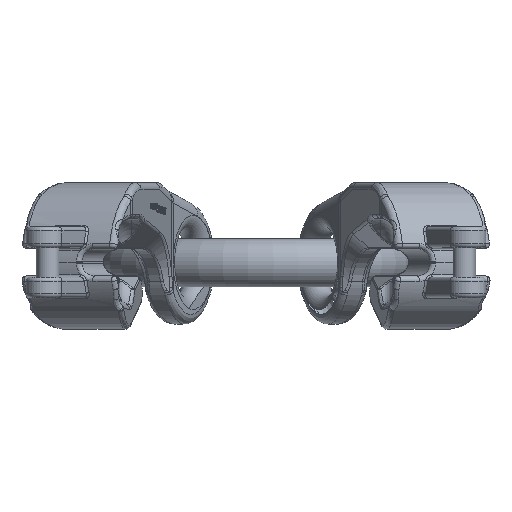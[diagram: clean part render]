
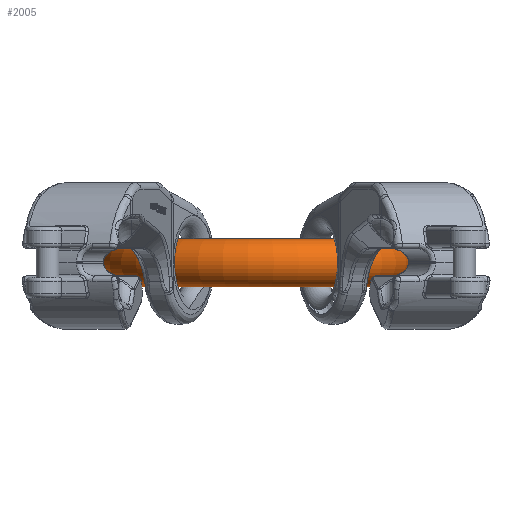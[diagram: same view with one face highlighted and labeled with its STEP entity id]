
A CAD part, front view. The second image highlights one B-rep face of the part: STEP entity #2005.
In plain terms, the highlighted toroidal (fillet/blend) face has major radius 64 mm and minor radius 11.5 mm.
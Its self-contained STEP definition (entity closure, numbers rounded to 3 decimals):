
#1612=TOROIDAL_SURFACE('',#17115,64.,11.5);
#2005=ADVANCED_FACE('',(#3880,#3881),#1612,.T.);
#3358=CIRCLE('',#17096,11.5);
#3360=CIRCLE('',#17108,11.5);
#3880=FACE_BOUND('',#3985,.T.);
#3881=FACE_BOUND('',#3986,.T.);
#3985=EDGE_LOOP('',(#6216));
#3986=EDGE_LOOP('',(#6217));
#6216=ORIENTED_EDGE('',*,*,#12634,.T.);
#6217=ORIENTED_EDGE('',*,*,#12664,.F.);
#11114=VERTEX_POINT('',#22500);
#11136=VERTEX_POINT('',#22718);
#12634=EDGE_CURVE('',#11114,#11114,#3358,.T.);
#12664=EDGE_CURVE('',#11136,#11136,#3360,.T.);
#17096=AXIS2_PLACEMENT_3D('',#22499,#18445,#18446);
#17108=AXIS2_PLACEMENT_3D('',#22717,#18469,#18470);
#17115=AXIS2_PLACEMENT_3D('',#22728,#18483,#18484);
#18445=DIRECTION('',(0.,-1.,0.));
#18446=DIRECTION('',(-1.,0.,0.));
#18469=DIRECTION('',(0.,1.,0.));
#18470=DIRECTION('',(1.,0.,0.));
#18483=DIRECTION('',(0.,0.,-1.));
#18484=DIRECTION('',(-1.,0.,0.));
#22499=CARTESIAN_POINT('',(64.,-16.5,0.));
#22500=CARTESIAN_POINT('',(52.5,-16.5,0.));
#22717=CARTESIAN_POINT('',(-64.,-16.5,0.));
#22718=CARTESIAN_POINT('',(-52.5,-16.5,0.));
#22728=CARTESIAN_POINT('',(0.,-16.5,0.));
